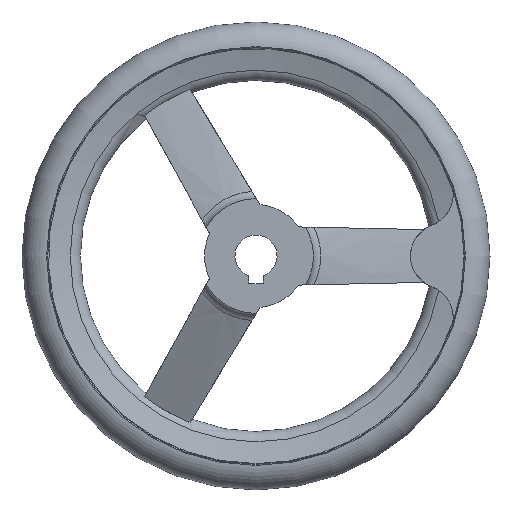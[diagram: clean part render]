
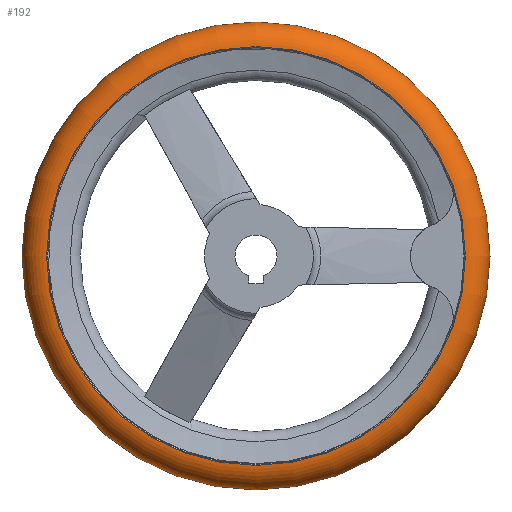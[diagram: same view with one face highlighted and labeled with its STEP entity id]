
A CAD part, front view. The second image highlights one B-rep face of the part: STEP entity #192.
In plain terms, the highlighted toroidal (fillet/blend) face has major radius 89 mm and minor radius 11 mm.
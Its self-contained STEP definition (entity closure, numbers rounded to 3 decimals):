
#192 = ADVANCED_FACE( '', ( #399, #400, #401 ), #402, .T. );
#399 = FACE_BOUND( '', #638, .T. );
#400 = FACE_OUTER_BOUND( '', #639, .T. );
#401 = FACE_OUTER_BOUND( '', #640, .T. );
#402 = TOROIDAL_SURFACE( '', #641, 89., 11. );
#638 = VERTEX_LOOP( '', #1170 );
#639 = EDGE_LOOP( '', ( #1171 ) );
#640 = EDGE_LOOP( '', ( #1172 ) );
#641 = AXIS2_PLACEMENT_3D( '', #1173, #1174, #1175 );
#1170 = VERTEX_POINT( '', #1433 );
#1171 = ORIENTED_EDGE( '', *, *, #1326, .T. );
#1172 = ORIENTED_EDGE( '', *, *, #1351, .F. );
#1173 = CARTESIAN_POINT( '', ( 0., 34., 0. ) );
#1174 = DIRECTION( '', ( 0., -1., 0. ) );
#1175 = DIRECTION( '', ( 0., 0., -1. ) );
#1326 = EDGE_CURVE( '', #1622, #1622, #1623, .T. );
#1351 = EDGE_CURVE( '', #1659, #1659, #1660, .T. );
#1433 = CARTESIAN_POINT( '', ( 0., 34., -100. ) );
#1622 = VERTEX_POINT( '', #2312 );
#1623 = CIRCLE( '', #2313, 89.458 );
#1659 = VERTEX_POINT( '', #2406 );
#1660 = CIRCLE( '', #2407, 89.458 );
#2312 = CARTESIAN_POINT( '', ( 0., 44.99, -89.458 ) );
#2313 = AXIS2_PLACEMENT_3D( '', #2800, #2801, #2802 );
#2406 = CARTESIAN_POINT( '', ( 0., 23.01, -89.458 ) );
#2407 = AXIS2_PLACEMENT_3D( '', #2830, #2831, #2832 );
#2800 = CARTESIAN_POINT( '', ( 0., 44.99, 0. ) );
#2801 = DIRECTION( '', ( 0., -1., 0. ) );
#2802 = DIRECTION( '', ( 0., 0., -1. ) );
#2830 = CARTESIAN_POINT( '', ( 0., 23.01, 0. ) );
#2831 = DIRECTION( '', ( 0., -1., 0. ) );
#2832 = DIRECTION( '', ( 0., 0., -1. ) );
